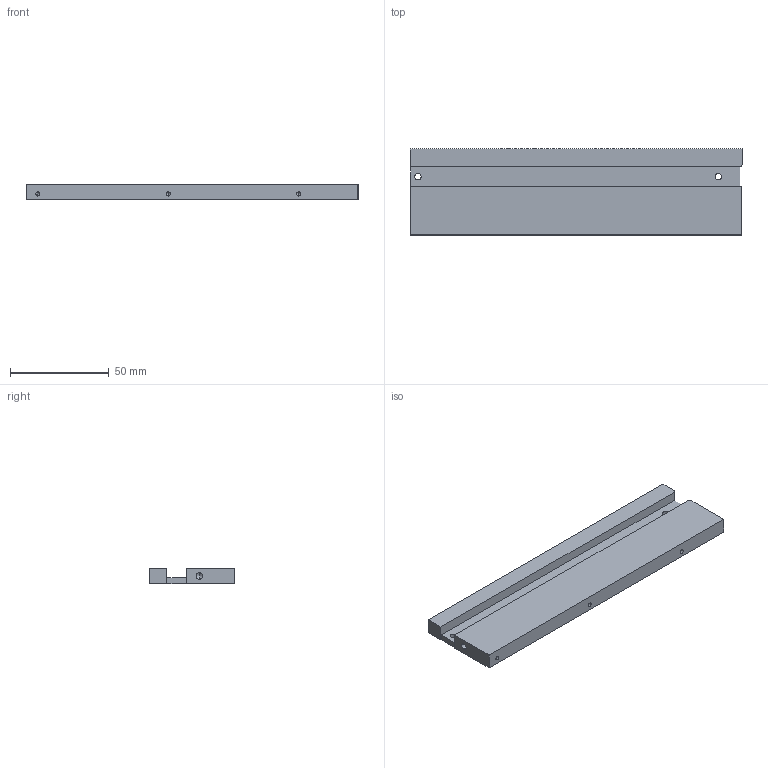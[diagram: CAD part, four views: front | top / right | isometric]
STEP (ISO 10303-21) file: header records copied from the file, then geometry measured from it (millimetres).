
FILE_DESCRIPTION (( 'STEP AP203' ), '1' );
FILE_NAME ('FLANC GAUCHE DU TIROIR.STEP', '2019-11-04T09:32:27', ( '' ), ( '' ), 'SwSTEP 2.0', 'SolidWorks 2013', '' );
FILE_SCHEMA (( 'CONFIG_CONTROL_DESIGN' ));
Length unit declared in the file: millimetre
Products named in the file (1): FLANC GAUCHE DU TIROIR
Bounding box: 167.98 x 43.5 x 8 mm (x, y, z)
Volume: 49435.4 mm3; surface area: 20332.3 mm2
Topology: 1 solids, 1 shells, 58 faces, 148 edges, 83 vertices
Faces by surface type: cylinder 24, cone 18, plane 16
Entity records: 1701 total; most frequent: DIRECTION 298, CARTESIAN_POINT 272, ORIENTED_EDGE 260, EDGE_CURVE 130, AXIS2_PLACEMENT_3D 109, VERTEX_POINT 83, VECTOR 80, LINE 80
